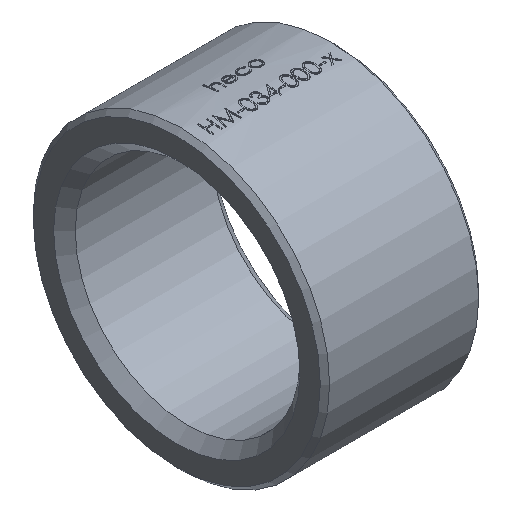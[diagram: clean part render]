
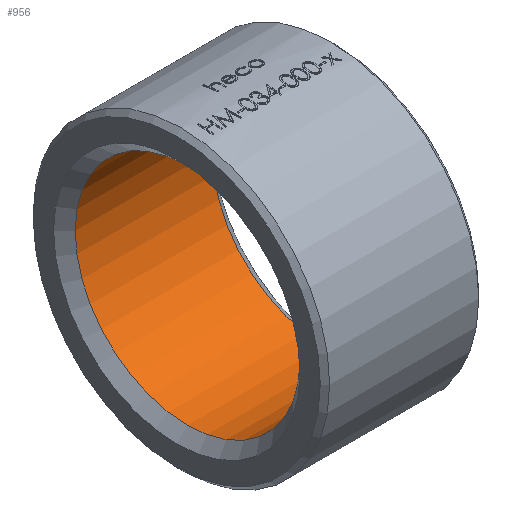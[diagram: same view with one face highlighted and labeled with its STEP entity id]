
A CAD part, isometric view. The second image highlights one B-rep face of the part: STEP entity #956.
In plain terms, the highlighted cylindrical face has radius 12.06 mm (diameter 24.12 mm), a full revolution.
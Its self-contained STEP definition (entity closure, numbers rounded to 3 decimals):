
#163 = VERTEX_POINT ( 'NONE', #7444 ) ;
#446 = ORIENTED_EDGE ( 'NONE', *, *, #5774, .T. ) ;
#645 = FACE_OUTER_BOUND ( 'NONE', #1509, .T. ) ;
#956 = ADVANCED_FACE ( 'NONE', ( #3925, #645 ), #6874, .F. ) ;
#1013 = ORIENTED_EDGE ( 'NONE', *, *, #11616, .T. ) ;
#1200 = EDGE_LOOP ( 'NONE', ( #446 ) ) ;
#1509 = EDGE_LOOP ( 'NONE', ( #1013 ) ) ;
#2383 = CARTESIAN_POINT ( 'NONE',  ( 15.84, 0., 0. ) ) ;
#2446 = AXIS2_PLACEMENT_3D ( 'NONE', #2383, #7083, #6030 ) ;
#2495 = AXIS2_PLACEMENT_3D ( 'NONE', #5204, #7943, #4353 ) ;
#2596 = AXIS2_PLACEMENT_3D ( 'NONE', #8246, #4536, #9205 ) ;
#3925 = FACE_OUTER_BOUND ( 'NONE', #1200, .T. ) ;
#4353 = DIRECTION ( 'NONE',  ( 0., 0., 1. ) ) ;
#4536 = DIRECTION ( 'NONE',  ( -1., 0., 0. ) ) ;
#5204 = CARTESIAN_POINT ( 'NONE',  ( 17.001, 0., 0. ) ) ;
#5743 = VERTEX_POINT ( 'NONE', #10030 ) ;
#5774 = EDGE_CURVE ( 'NONE', #163, #163, #10520, .T. ) ;
#6030 = DIRECTION ( 'NONE',  ( 0., 0., -1. ) ) ;
#6281 = CIRCLE ( 'NONE', #2596, 12.06 ) ;
#6874 = CYLINDRICAL_SURFACE ( 'NONE', #2495, 12.06 ) ;
#7083 = DIRECTION ( 'NONE',  ( 1., 0., 0. ) ) ;
#7444 = CARTESIAN_POINT ( 'NONE',  ( 15.84, 0., -12.06 ) ) ;
#7943 = DIRECTION ( 'NONE',  ( -1., 0., 0. ) ) ;
#8246 = CARTESIAN_POINT ( 'NONE',  ( 1.16, 0., 0. ) ) ;
#9205 = DIRECTION ( 'NONE',  ( 0., 0., -1. ) ) ;
#10030 = CARTESIAN_POINT ( 'NONE',  ( 1.16, 0., -12.06 ) ) ;
#10520 = CIRCLE ( 'NONE', #2446, 12.06 ) ;
#11616 = EDGE_CURVE ( 'NONE', #5743, #5743, #6281, .T. ) ;
